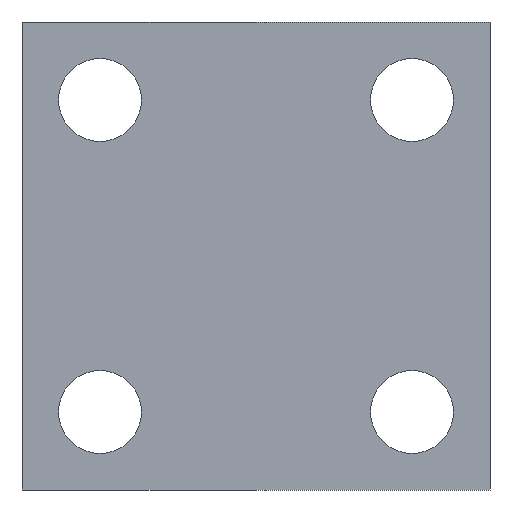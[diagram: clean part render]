
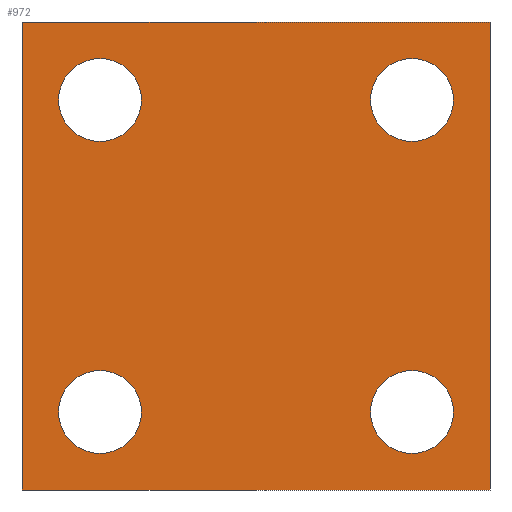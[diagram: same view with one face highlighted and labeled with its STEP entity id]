
A CAD part, front view. The second image highlights one B-rep face of the part: STEP entity #972.
In plain terms, the highlighted planar face has unit normal (0, -1, 0).
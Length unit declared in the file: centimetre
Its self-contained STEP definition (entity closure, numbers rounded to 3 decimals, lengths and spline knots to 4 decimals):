
#41=FACE_BOUND('',#290,.T.);
#42=FACE_BOUND('',#291,.T.);
#43=FACE_BOUND('',#292,.T.);
#44=FACE_BOUND('',#293,.T.);
#210=FACE_OUTER_BOUND('',#289,.T.);
#289=EDGE_LOOP('',(#893,#894,#895,#896));
#290=EDGE_LOOP('',(#897));
#291=EDGE_LOOP('',(#898));
#292=EDGE_LOOP('',(#899));
#293=EDGE_LOOP('',(#900));
#326=CIRCLE('',#1039,0.3378);
#327=CIRCLE('',#1041,0.3378);
#328=CIRCLE('',#1043,0.3378);
#329=CIRCLE('',#1045,0.3378);
#354=LINE('',#3120,#385);
#356=LINE('',#3124,#387);
#358=LINE('',#3128,#389);
#360=LINE('',#3131,#391);
#385=VECTOR('',#1221,1.);
#387=VECTOR('',#1225,1.);
#389=VECTOR('',#1229,1.);
#391=VECTOR('',#1233,1.);
#482=VERTEX_POINT('',#3105);
#483=VERTEX_POINT('',#3108);
#484=VERTEX_POINT('',#3111);
#485=VERTEX_POINT('',#3114);
#486=VERTEX_POINT('',#3117);
#487=VERTEX_POINT('',#3119);
#488=VERTEX_POINT('',#3123);
#489=VERTEX_POINT('',#3127);
#615=EDGE_CURVE('',#482,#482,#326,.T.);
#616=EDGE_CURVE('',#483,#483,#327,.T.);
#617=EDGE_CURVE('',#484,#484,#328,.T.);
#618=EDGE_CURVE('',#485,#485,#329,.T.);
#620=EDGE_CURVE('',#487,#486,#354,.T.);
#622=EDGE_CURVE('',#488,#487,#356,.T.);
#624=EDGE_CURVE('',#489,#488,#358,.T.);
#626=EDGE_CURVE('',#486,#489,#360,.T.);
#893=ORIENTED_EDGE('',*,*,#626,.T.);
#894=ORIENTED_EDGE('',*,*,#624,.T.);
#895=ORIENTED_EDGE('',*,*,#622,.T.);
#896=ORIENTED_EDGE('',*,*,#620,.T.);
#897=ORIENTED_EDGE('',*,*,#615,.T.);
#898=ORIENTED_EDGE('',*,*,#616,.T.);
#899=ORIENTED_EDGE('',*,*,#617,.T.);
#900=ORIENTED_EDGE('',*,*,#618,.T.);
#916=PLANE('',#1050);
#972=ADVANCED_FACE('',(#210,#41,#42,#43,#44),#916,.T.);
#1039=AXIS2_PLACEMENT_3D('',#3106,#1204,#1205);
#1041=AXIS2_PLACEMENT_3D('',#3109,#1208,#1209);
#1043=AXIS2_PLACEMENT_3D('',#3112,#1212,#1213);
#1045=AXIS2_PLACEMENT_3D('',#3115,#1216,#1217);
#1050=AXIS2_PLACEMENT_3D('',#3132,#1234,#1235);
#1204=DIRECTION('center_axis',(0.,1.,0.));
#1205=DIRECTION('ref_axis',(1.,0.,0.));
#1208=DIRECTION('center_axis',(0.,1.,0.));
#1209=DIRECTION('ref_axis',(1.,0.,0.));
#1212=DIRECTION('center_axis',(0.,1.,0.));
#1213=DIRECTION('ref_axis',(1.,0.,0.));
#1216=DIRECTION('center_axis',(0.,1.,0.));
#1217=DIRECTION('ref_axis',(1.,0.,0.));
#1221=DIRECTION('',(-1.,0.,0.));
#1225=DIRECTION('',(0.,0.,1.));
#1229=DIRECTION('',(1.,0.,0.));
#1233=DIRECTION('',(0.,0.,-1.));
#1234=DIRECTION('center_axis',(0.,-1.,0.));
#1235=DIRECTION('ref_axis',(0.,0.,-1.));
#3105=CARTESIAN_POINT('',(2.8372,-1.016,-3.175));
#3106=CARTESIAN_POINT('Origin',(3.175,-1.016,-3.175));
#3108=CARTESIAN_POINT('',(2.8372,-1.016,-0.635));
#3109=CARTESIAN_POINT('Origin',(3.175,-1.016,-0.635));
#3111=CARTESIAN_POINT('',(0.2972,-1.016,-3.175));
#3112=CARTESIAN_POINT('Origin',(0.635,-1.016,-3.175));
#3114=CARTESIAN_POINT('',(0.2972,-1.016,-0.635));
#3115=CARTESIAN_POINT('Origin',(0.635,-1.016,-0.635));
#3117=CARTESIAN_POINT('',(0.,-1.016,0.));
#3119=CARTESIAN_POINT('',(3.81,-1.016,0.));
#3120=CARTESIAN_POINT('',(0.,-1.016,0.));
#3123=CARTESIAN_POINT('',(3.81,-1.016,-3.81));
#3124=CARTESIAN_POINT('',(3.81,-1.016,0.));
#3127=CARTESIAN_POINT('',(0.,-1.016,-3.81));
#3128=CARTESIAN_POINT('',(3.81,-1.016,-3.81));
#3131=CARTESIAN_POINT('',(0.,-1.016,-3.81));
#3132=CARTESIAN_POINT('Origin',(1.905,-1.016,-1.905));
